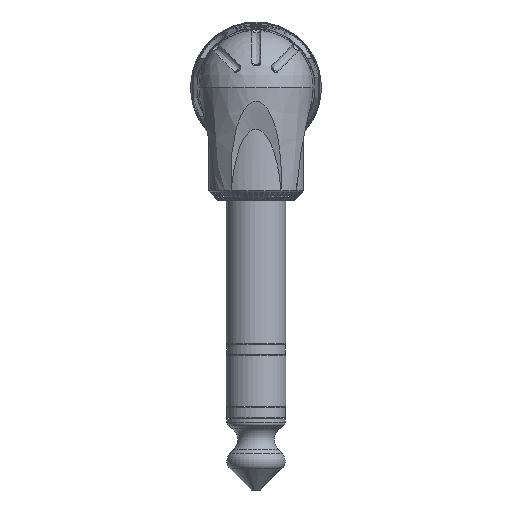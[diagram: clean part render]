
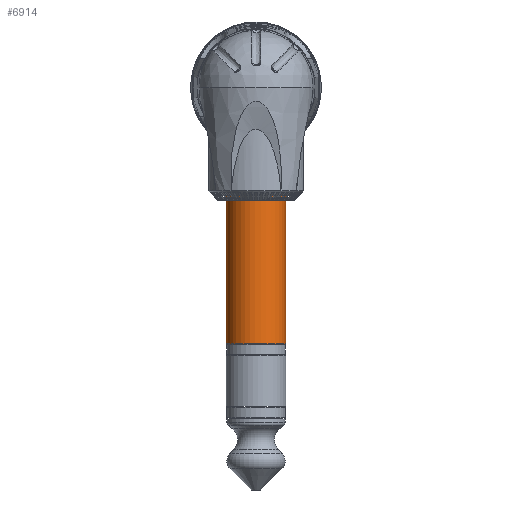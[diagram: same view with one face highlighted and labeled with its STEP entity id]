
A CAD part, front view. The second image highlights one B-rep face of the part: STEP entity #6914.
In plain terms, the highlighted cylindrical face has radius 3.16 mm (diameter 6.32 mm), a full revolution.
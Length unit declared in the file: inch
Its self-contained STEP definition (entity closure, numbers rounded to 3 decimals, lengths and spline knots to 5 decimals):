
#6887=CARTESIAN_POINT('',(0.,0.,-0.32283));
#6888=DIRECTION('',(0.,0.,-1.0));
#6889=DIRECTION('',(-0.515,-0.857,0.));
#6890=AXIS2_PLACEMENT_3D('',#6887,#6888,#6889);
#6891=CYLINDRICAL_SURFACE('',#6890,0.12441);
#6892=CARTESIAN_POINT('',(0.06413,0.10661,-1.06299));
#6893=VERTEX_POINT('',#6892);
#6894=CARTESIAN_POINT('',(0.,0.,-1.06299));
#6895=DIRECTION('',(0.,0.,-1.0));
#6896=DIRECTION('',(-0.515,-0.857,0.));
#6897=AXIS2_PLACEMENT_3D('',#6894,#6895,#6896);
#6898=CIRCLE('',#6897,0.12441);
#6899=EDGE_CURVE('',#6893,#6893,#6898,.T.);
#6900=ORIENTED_EDGE('',*,*,#6899,.F.);
#6901=EDGE_LOOP('',(#6900));
#6902=FACE_OUTER_BOUND('',#6901,.T.);
#6903=CARTESIAN_POINT('',(0.06413,0.10661,-0.32677));
#6904=VERTEX_POINT('',#6903);
#6905=CARTESIAN_POINT('',(0.,0.,-0.32677));
#6906=DIRECTION('',(0.,0.,1.0));
#6907=DIRECTION('',(-0.515,-0.857,0.));
#6908=AXIS2_PLACEMENT_3D('',#6905,#6906,#6907);
#6909=CIRCLE('',#6908,0.12441);
#6910=EDGE_CURVE('',#6904,#6904,#6909,.T.);
#6911=ORIENTED_EDGE('',*,*,#6910,.F.);
#6912=EDGE_LOOP('',(#6911));
#6913=FACE_BOUND('',#6912,.T.);
#6914=ADVANCED_FACE('',(#6902,#6913),#6891,.T.);
